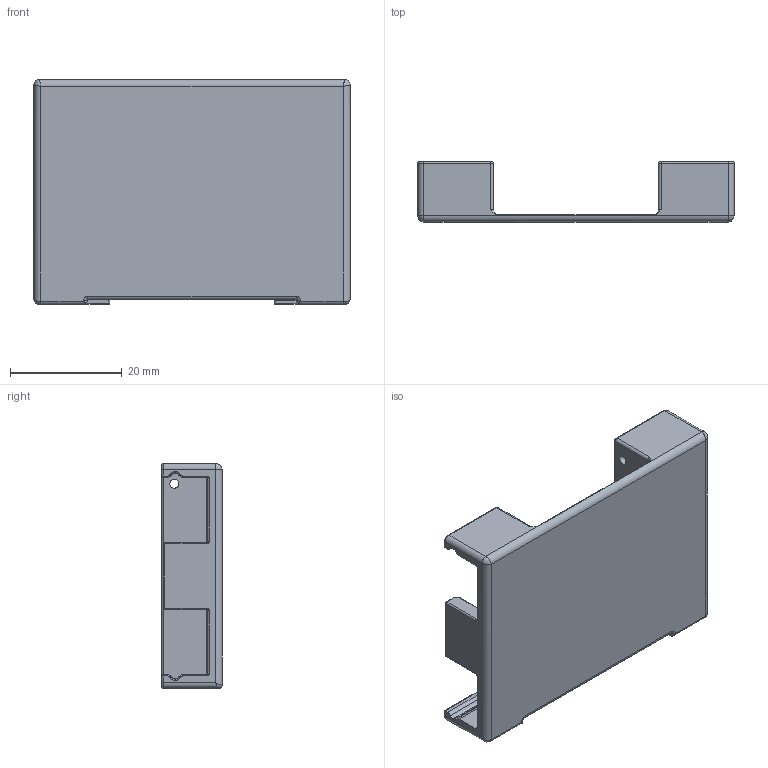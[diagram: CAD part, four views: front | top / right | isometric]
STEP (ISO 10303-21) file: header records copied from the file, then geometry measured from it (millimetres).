
FILE_DESCRIPTION(/* description */ (''),/* implementation_level */ '2;1');
FILE_NAME(/* name */ 'Clip middle.step',/* time_stamp */ '2021-12-02T01:36:29+05:00',/* author */ (''),/* organization */ (''),/* preprocessor_version */ 'ST-DEVELOPER v18.1',/* originating_system */ 'Autodesk Translation Framework v10.10.0.1391',/* authorisation */ '');
FILE_SCHEMA (('AUTOMOTIVE_DESIGN { 1 0 10303 214 3 1 1 }'));
Length unit declared in the file: millimetre
Products named in the file (1): Clip middle
Bounding box: 56.7 x 10.8 x 40.33 mm (x, y, z)
Volume: 6154.9 mm3; surface area: 7617.4 mm2
Topology: 1 solids, 1 shells, 259 faces, 607 edges, 343 vertices
Faces by surface type: cylinder 126, torus 57, plane 50, bspline 15, sphere 11
Full cylindrical faces by diameter (mm): 1.6 x2, 3.5 x2
Entity records: 7635 total; most frequent: CARTESIAN_POINT 1607, DIRECTION 1388, ORIENTED_EDGE 1196, EDGE_CURVE 598, AXIS2_PLACEMENT_3D 562, VERTEX_POINT 343, CIRCLE 296, EDGE_LOOP 265
